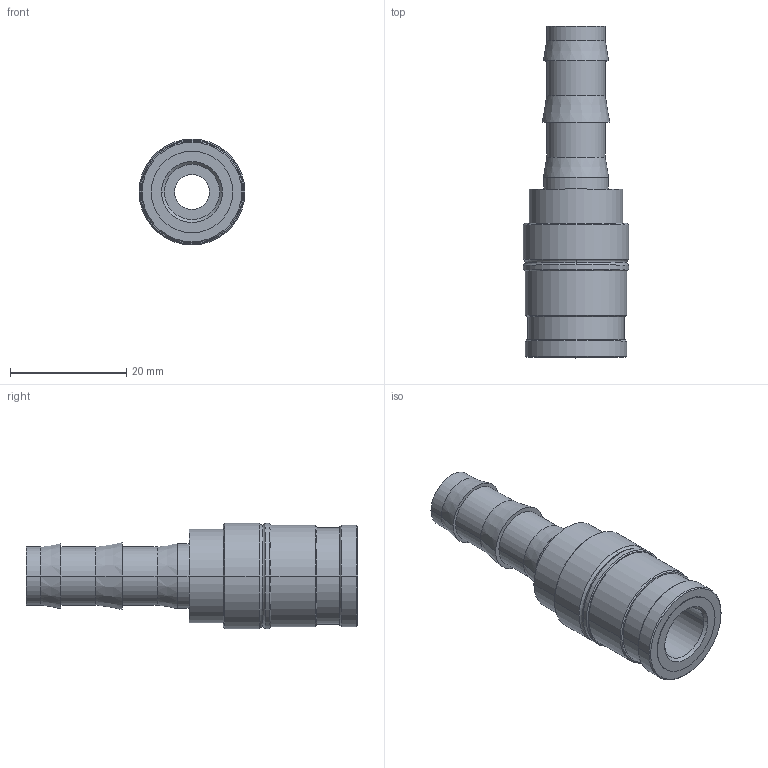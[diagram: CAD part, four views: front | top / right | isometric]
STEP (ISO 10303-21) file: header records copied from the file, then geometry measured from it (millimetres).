
FILE_DESCRIPTION(('STEP AP214'),'1');
FILE_NAME('esdmf_10_tab.stp','2020-04-22T06:12:43',('TraceParts'),('TraceParts S.A.'),'Spatial InterOp 3D',' ',' ');
FILE_SCHEMA(('automotive_design'));
Length unit declared in the file: millimetre
Products named in the file (1): 1
Bounding box: 18.2 x 57 x 18.2 mm (x, y, z)
Volume: 7002.5 mm3; surface area: 4220.4 mm2
Topology: 1 solids, 1 shells, 60 faces, 124 edges, 76 vertices
Faces by surface type: cylinder 26, cone 18, plane 12, torus 4
Entity records: 2108 total; most frequent: DIRECTION 326, CARTESIAN_POINT 261, ORIENTED_EDGE 248, AXIS2_PLACEMENT_3D 141, EDGE_CURVE 124, CIRCLE 80, VERTEX_POINT 76, EDGE_LOOP 72
